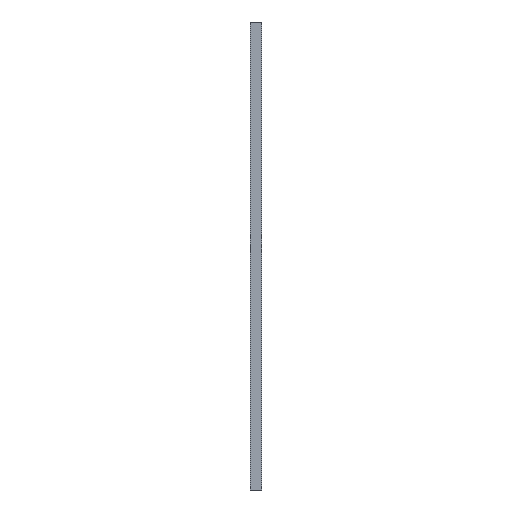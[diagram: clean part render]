
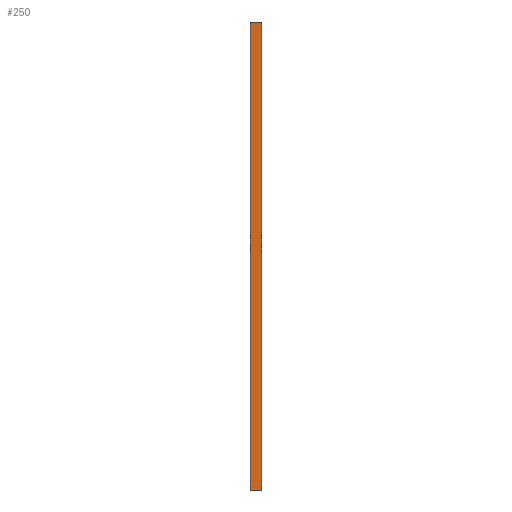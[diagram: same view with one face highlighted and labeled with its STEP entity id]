
A CAD part, left-side view. The second image highlights one B-rep face of the part: STEP entity #250.
In plain terms, the highlighted planar face has unit normal (-1, 0, 0).
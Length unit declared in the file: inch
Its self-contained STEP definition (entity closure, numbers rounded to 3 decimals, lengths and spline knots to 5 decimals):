
#30 = VERTEX_POINT ( 'NONE', #674 ) ;
#246 = LINE ( 'NONE', #3170, #2510 ) ;
#250 = ADVANCED_FACE ( 'NONE', ( #3233 ), #814, .T. ) ;
#281 = VERTEX_POINT ( 'NONE', #851 ) ;
#283 = EDGE_CURVE ( 'NONE', #281, #30, #3073, .T. ) ;
#291 = DIRECTION ( 'NONE',  ( -1., 0., 0. ) ) ;
#356 = ORIENTED_EDGE ( 'NONE', *, *, #377, .T. ) ;
#377 = EDGE_CURVE ( 'NONE', #1681, #3185, #2196, .T. ) ;
#653 = DIRECTION ( 'NONE',  ( 0., 0., 1. ) ) ;
#674 = CARTESIAN_POINT ( 'NONE',  ( -4.96518, 0., 1.9685 ) ) ;
#731 = EDGE_CURVE ( 'NONE', #1681, #281, #2519, .T. ) ;
#814 = PLANE ( 'NONE',  #3216 ) ;
#840 = EDGE_LOOP ( 'NONE', ( #1876, #2864, #356, #3006 ) ) ;
#848 = VECTOR ( 'NONE', #653, 39.37008 ) ;
#851 = CARTESIAN_POINT ( 'NONE',  ( -4.96518, 0., -1.9685 ) ) ;
#1518 = VECTOR ( 'NONE', #2765, 39.37008 ) ;
#1640 = DIRECTION ( 'NONE',  ( 0., 0., 1. ) ) ;
#1681 = VERTEX_POINT ( 'NONE', #3266 ) ;
#1692 = DIRECTION ( 'NONE',  ( 0., 0., 1. ) ) ;
#1710 = CARTESIAN_POINT ( 'NONE',  ( -4.96518, -0.09843, -1.9685 ) ) ;
#1870 = CARTESIAN_POINT ( 'NONE',  ( -4.96518, -0.09843, 1.9685 ) ) ;
#1876 = ORIENTED_EDGE ( 'NONE', *, *, #283, .F. ) ;
#1891 = CARTESIAN_POINT ( 'NONE',  ( -4.96518, -0.09843, -1.9685 ) ) ;
#2196 = LINE ( 'NONE', #1710, #848 ) ;
#2490 = CARTESIAN_POINT ( 'NONE',  ( -4.96518, 0., -1.9685 ) ) ;
#2510 = VECTOR ( 'NONE', #2618, 39.37008 ) ;
#2519 = LINE ( 'NONE', #2747, #1518 ) ;
#2618 = DIRECTION ( 'NONE',  ( 0., 1., 0. ) ) ;
#2696 = EDGE_CURVE ( 'NONE', #3185, #30, #246, .T. ) ;
#2747 = CARTESIAN_POINT ( 'NONE',  ( -4.96518, -0.09843, -1.9685 ) ) ;
#2765 = DIRECTION ( 'NONE',  ( 0., 1., 0. ) ) ;
#2864 = ORIENTED_EDGE ( 'NONE', *, *, #731, .F. ) ;
#3006 = ORIENTED_EDGE ( 'NONE', *, *, #2696, .T. ) ;
#3073 = LINE ( 'NONE', #2490, #3156 ) ;
#3156 = VECTOR ( 'NONE', #1692, 39.37008 ) ;
#3170 = CARTESIAN_POINT ( 'NONE',  ( -4.96518, -0.09843, 1.9685 ) ) ;
#3185 = VERTEX_POINT ( 'NONE', #1870 ) ;
#3216 = AXIS2_PLACEMENT_3D ( 'NONE', #1891, #291, #1640 ) ;
#3233 = FACE_OUTER_BOUND ( 'NONE', #840, .T. ) ;
#3266 = CARTESIAN_POINT ( 'NONE',  ( -4.96518, -0.09843, -1.9685 ) ) ;
